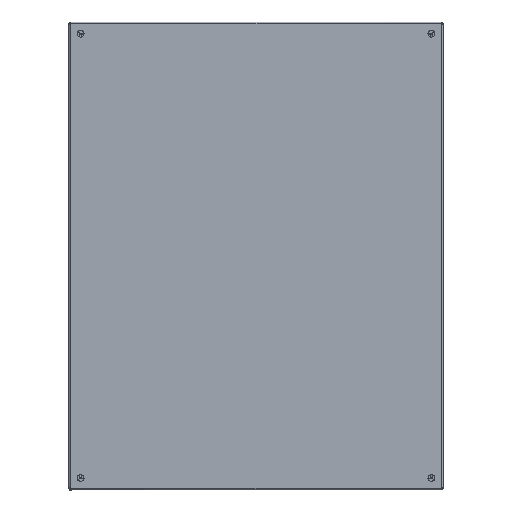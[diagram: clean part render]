
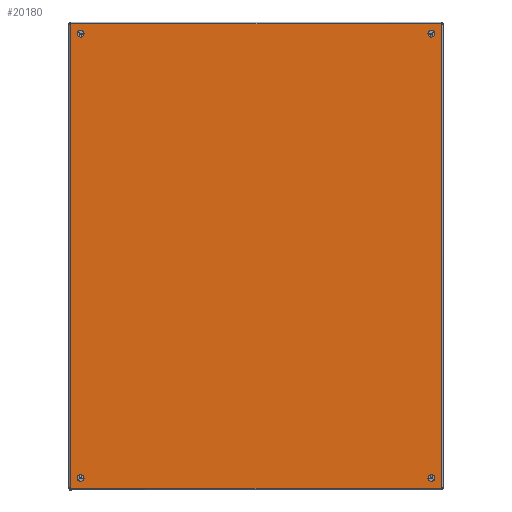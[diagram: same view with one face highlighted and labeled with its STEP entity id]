
A CAD part, top view. The second image highlights one B-rep face of the part: STEP entity #20180.
In plain terms, the highlighted face is planar.
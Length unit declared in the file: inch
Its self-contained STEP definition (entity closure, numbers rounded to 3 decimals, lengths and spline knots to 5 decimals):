
#15298=CARTESIAN_POINT('',(0.53125,0.75,0.0));
#15299=VERTEX_POINT('',#15298);
#15300=CARTESIAN_POINT('',(0.75,0.75,0.0));
#15301=DIRECTION('',(0.0,0.0,1.0));
#15302=DIRECTION('',(1.0,0.0,0.0));
#15303=AXIS2_PLACEMENT_3D('',#15300,#15301,#15302);
#15304=CIRCLE('',#15303,0.21875);
#15305=EDGE_CURVE('',#15299,#15299,#15304,.T.);
#15326=CARTESIAN_POINT('',(23.03125,0.75,0.0));
#15327=VERTEX_POINT('',#15326);
#15328=CARTESIAN_POINT('',(23.25,0.75,0.0));
#15329=DIRECTION('',(0.0,0.0,1.0));
#15330=DIRECTION('',(1.0,0.0,0.0));
#15331=AXIS2_PLACEMENT_3D('',#15328,#15329,#15330);
#15332=CIRCLE('',#15331,0.21875);
#15333=EDGE_CURVE('',#15327,#15327,#15332,.T.);
#15354=CARTESIAN_POINT('',(0.53125,29.25,0.0));
#15355=VERTEX_POINT('',#15354);
#15356=CARTESIAN_POINT('',(0.75,29.25,0.0));
#15357=DIRECTION('',(0.0,0.0,1.0));
#15358=DIRECTION('',(1.0,0.0,0.0));
#15359=AXIS2_PLACEMENT_3D('',#15356,#15357,#15358);
#15360=CIRCLE('',#15359,0.21875);
#15361=EDGE_CURVE('',#15355,#15355,#15360,.T.);
#15382=CARTESIAN_POINT('',(23.03125,29.25,0.0));
#15383=VERTEX_POINT('',#15382);
#15384=CARTESIAN_POINT('',(23.25,29.25,0.0));
#15385=DIRECTION('',(0.0,0.0,1.0));
#15386=DIRECTION('',(1.0,0.0,0.0));
#15387=AXIS2_PLACEMENT_3D('',#15384,#15385,#15386);
#15388=CIRCLE('',#15387,0.21875);
#15389=EDGE_CURVE('',#15383,#15383,#15388,.T.);
#18958=CARTESIAN_POINT('',(23.89475,29.88277,0.0));
#18959=VERTEX_POINT('',#18958);
#19056=CARTESIAN_POINT('',(23.89475,0.11723,0.0));
#19057=VERTEX_POINT('',#19056);
#19100=CARTESIAN_POINT('',(23.89475,29.88277,0.0));
#19101=DIRECTION('',(0.0,-1.0,0.0));
#19102=VECTOR('',#19101,29.76553);
#19103=LINE('',#19100,#19102);
#19104=EDGE_CURVE('',#18959,#19057,#19103,.T.);
#19275=CARTESIAN_POINT('',(0.11723,29.89475,0.));
#19276=VERTEX_POINT('',#19275);
#19373=CARTESIAN_POINT('',(23.88277,29.89475,0.0));
#19374=VERTEX_POINT('',#19373);
#19417=CARTESIAN_POINT('',(0.11723,29.89475,0.0));
#19418=DIRECTION('',(1.0,0.0,0.0));
#19419=VECTOR('',#19418,23.76553);
#19420=LINE('',#19417,#19419);
#19421=EDGE_CURVE('',#19276,#19374,#19420,.T.);
#19588=CARTESIAN_POINT('',(0.10525,0.11723,0.0));
#19589=VERTEX_POINT('',#19588);
#19686=CARTESIAN_POINT('',(0.10525,29.88277,0.0));
#19687=VERTEX_POINT('',#19686);
#19730=CARTESIAN_POINT('',(0.10525,0.11723,0.0));
#19731=DIRECTION('',(0.0,1.0,0.0));
#19732=VECTOR('',#19731,29.76553);
#19733=LINE('',#19730,#19732);
#19734=EDGE_CURVE('',#19589,#19687,#19733,.T.);
#19901=CARTESIAN_POINT('',(23.88277,0.10525,0.0));
#19902=VERTEX_POINT('',#19901);
#19957=CARTESIAN_POINT('',(0.11723,0.10525,0.0));
#19958=VERTEX_POINT('',#19957);
#19972=CARTESIAN_POINT('',(23.88277,0.10525,0.0));
#19973=DIRECTION('',(-1.0,0.0,0.0));
#19974=VECTOR('',#19973,23.76553);
#19975=LINE('',#19972,#19974);
#19976=EDGE_CURVE('',#19902,#19958,#19975,.T.);
#20067=CARTESIAN_POINT('',(0.06211,0.06211,0.0));
#20068=DIRECTION('',(0.0,0.0,1.0));
#20069=DIRECTION('',(1.0,0.0,0.0));
#20070=AXIS2_PLACEMENT_3D('',#20067,#20068,#20069);
#20071=CIRCLE('',#20070,0.07);
#20072=EDGE_CURVE('',#19958,#19589,#20071,.T.);
#20129=CARTESIAN_POINT('',(23.93789,0.06211,0.0));
#20130=DIRECTION('',(0.0,0.0,1.0));
#20131=DIRECTION('',(1.0,0.0,0.0));
#20132=AXIS2_PLACEMENT_3D('',#20129,#20130,#20131);
#20133=CIRCLE('',#20132,0.07);
#20134=EDGE_CURVE('',#19057,#19902,#20133,.T.);
#20141=CARTESIAN_POINT('',(12.,15.,0.0));
#20142=DIRECTION('',(0.0,0.0,1.0));
#20143=DIRECTION('',(1.0,0.0,0.0));
#20144=AXIS2_PLACEMENT_3D('',#20141,#20142,#20143);
#20145=PLANE('',#20144);
#20146=ORIENTED_EDGE('',*,*,#19976,.T.);
#20147=ORIENTED_EDGE('',*,*,#20072,.T.);
#20148=ORIENTED_EDGE('',*,*,#19734,.T.);
#20149=CARTESIAN_POINT('',(0.06211,29.93789,0.0));
#20150=DIRECTION('',(0.0,0.0,1.0));
#20151=DIRECTION('',(1.0,0.0,0.0));
#20152=AXIS2_PLACEMENT_3D('',#20149,#20150,#20151);
#20153=CIRCLE('',#20152,0.07);
#20154=EDGE_CURVE('',#19687,#19276,#20153,.T.);
#20155=ORIENTED_EDGE('',*,*,#20154,.T.);
#20156=ORIENTED_EDGE('',*,*,#19421,.T.);
#20157=CARTESIAN_POINT('',(23.93789,29.93789,0.0));
#20158=DIRECTION('',(0.0,0.0,1.0));
#20159=DIRECTION('',(1.0,0.0,0.0));
#20160=AXIS2_PLACEMENT_3D('',#20157,#20158,#20159);
#20161=CIRCLE('',#20160,0.07);
#20162=EDGE_CURVE('',#19374,#18959,#20161,.T.);
#20163=ORIENTED_EDGE('',*,*,#20162,.T.);
#20164=ORIENTED_EDGE('',*,*,#19104,.T.);
#20165=ORIENTED_EDGE('',*,*,#20134,.T.);
#20166=EDGE_LOOP('',(#20146,#20147,#20148,#20155,#20156,#20163,#20164,#20165));
#20167=FACE_OUTER_BOUND('',#20166,.T.);
#20168=ORIENTED_EDGE('',*,*,#15305,.T.);
#20169=EDGE_LOOP('',(#20168));
#20170=FACE_BOUND('',#20169,.T.);
#20171=ORIENTED_EDGE('',*,*,#15333,.T.);
#20172=EDGE_LOOP('',(#20171));
#20173=FACE_BOUND('',#20172,.T.);
#20174=ORIENTED_EDGE('',*,*,#15361,.T.);
#20175=EDGE_LOOP('',(#20174));
#20176=FACE_BOUND('',#20175,.T.);
#20177=ORIENTED_EDGE('',*,*,#15389,.T.);
#20178=EDGE_LOOP('',(#20177));
#20179=FACE_BOUND('',#20178,.T.);
#20180=ADVANCED_FACE('',(#20167,#20170,#20173,#20176,#20179),#20145,.F.);
